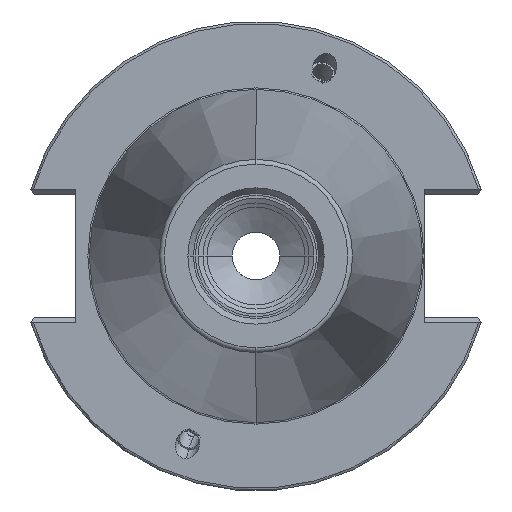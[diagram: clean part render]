
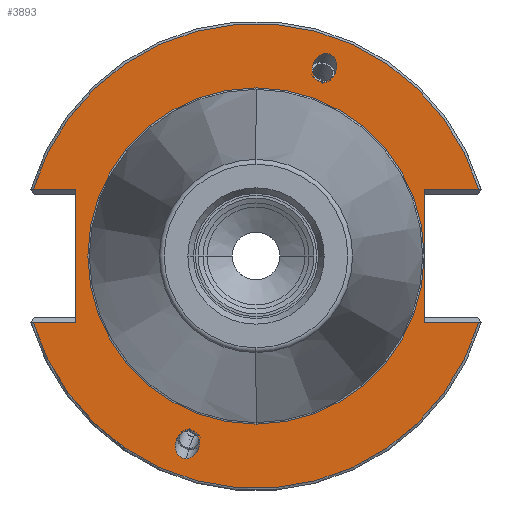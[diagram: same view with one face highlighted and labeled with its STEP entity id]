
A CAD part, left-side view. The second image highlights one B-rep face of the part: STEP entity #3893.
In plain terms, the highlighted planar face has unit normal (-1, 0, 0).
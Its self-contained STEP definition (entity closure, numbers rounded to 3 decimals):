
#1092=DIRECTION('',(0.,0.,-1.));
#1093=VECTOR('',#1092,27.9);
#1094=CARTESIAN_POINT('',(3.15,37.719,13.95));
#1095=LINE('',#1094,#1093);
#1216=DIRECTION('',(0.,0.,1.));
#1217=VECTOR('',#1216,27.9);
#1218=CARTESIAN_POINT('',(3.15,-35.306,-13.95));
#1219=LINE('',#1218,#1217);
#1220=CARTESIAN_POINT('',(3.15,-46.672,-13.95));
#1236=CARTESIAN_POINT('',(3.15,0.,0.));
#1237=DIRECTION('',(-1.,0.,0.));
#1238=DIRECTION('',(0.,0.958,-0.286));
#1239=AXIS2_PLACEMENT_3D('',#1236,#1237,#1238);
#1300=CARTESIAN_POINT('',(3.15,46.672,-13.95));
#1306=CARTESIAN_POINT('',(3.15,0.,0.));
#1307=DIRECTION('',(1.,0.,0.));
#1308=DIRECTION('',(0.,0.,1.));
#1309=AXIS2_PLACEMENT_3D('',#1306,#1307,#1308);
#1311=CARTESIAN_POINT('',(3.15,0.,0.));
#1312=DIRECTION('',(1.,0.,0.));
#1313=DIRECTION('',(0.,0.,-1.));
#1314=AXIS2_PLACEMENT_3D('',#1311,#1312,#1313);
#1316=DIRECTION('',(0.,-1.,0.));
#1317=VECTOR('',#1316,11.366);
#1318=CARTESIAN_POINT('',(3.15,-35.306,13.95));
#1319=LINE('',#1318,#1317);
#1320=DIRECTION('',(0.,1.,0.));
#1321=VECTOR('',#1320,11.366);
#1322=CARTESIAN_POINT('',(3.15,-46.672,-13.95));
#1323=LINE('',#1322,#1321);
#1324=DIRECTION('',(0.,1.,0.));
#1325=VECTOR('',#1324,8.953);
#1326=CARTESIAN_POINT('',(3.15,37.719,-13.95));
#1327=LINE('',#1326,#1325);
#1328=DIRECTION('',(0.,-1.,0.));
#1329=VECTOR('',#1328,8.953);
#1330=CARTESIAN_POINT('',(3.15,46.672,13.95));
#1331=LINE('',#1330,#1329);
#1332=CARTESIAN_POINT('',(3.15,14.694,-42.46));
#1333=CARTESIAN_POINT('',(3.15,14.393,-42.46));
#1334=CARTESIAN_POINT('',(3.15,13.73,-42.331));
#1335=CARTESIAN_POINT('',(3.15,12.748,-41.648));
#1336=CARTESIAN_POINT('',(3.15,12.046,-40.574));
#1337=CARTESIAN_POINT('',(3.15,11.761,-39.467));
#1338=CARTESIAN_POINT('',(3.15,11.802,-38.36));
#1339=CARTESIAN_POINT('',(3.15,12.268,-37.286));
#1340=CARTESIAN_POINT('',(3.15,13.1,-36.603));
#1341=CARTESIAN_POINT('',(3.15,13.735,-36.474));
#1342=CARTESIAN_POINT('',(3.15,14.036,-36.474));
#1344=CARTESIAN_POINT('',(3.15,14.036,-36.474));
#1345=CARTESIAN_POINT('',(3.15,14.336,-36.474));
#1346=CARTESIAN_POINT('',(3.15,14.999,-36.603));
#1347=CARTESIAN_POINT('',(3.15,15.982,-37.286));
#1348=CARTESIAN_POINT('',(3.15,16.684,-38.36));
#1349=CARTESIAN_POINT('',(3.15,16.969,-39.467));
#1350=CARTESIAN_POINT('',(3.15,16.927,-40.574));
#1351=CARTESIAN_POINT('',(3.15,16.461,-41.648));
#1352=CARTESIAN_POINT('',(3.15,15.629,-42.331));
#1353=CARTESIAN_POINT('',(3.15,14.994,-42.46));
#1354=CARTESIAN_POINT('',(3.15,14.694,-42.46));
#1356=CARTESIAN_POINT('',(3.15,-14.694,42.46));
#1357=CARTESIAN_POINT('',(3.15,-14.393,42.46));
#1358=CARTESIAN_POINT('',(3.15,-13.73,42.331));
#1359=CARTESIAN_POINT('',(3.15,-12.748,41.648));
#1360=CARTESIAN_POINT('',(3.15,-12.046,40.574));
#1361=CARTESIAN_POINT('',(3.15,-11.761,39.467));
#1362=CARTESIAN_POINT('',(3.15,-11.802,38.36));
#1363=CARTESIAN_POINT('',(3.15,-12.268,37.286));
#1364=CARTESIAN_POINT('',(3.15,-13.1,36.603));
#1365=CARTESIAN_POINT('',(3.15,-13.735,36.474));
#1366=CARTESIAN_POINT('',(3.15,-14.036,36.474));
#1368=CARTESIAN_POINT('',(3.15,-14.036,36.474));
#1369=CARTESIAN_POINT('',(3.15,-14.336,36.474));
#1370=CARTESIAN_POINT('',(3.15,-14.999,36.603));
#1371=CARTESIAN_POINT('',(3.15,-15.982,37.286));
#1372=CARTESIAN_POINT('',(3.15,-16.684,38.36));
#1373=CARTESIAN_POINT('',(3.15,-16.969,39.467));
#1374=CARTESIAN_POINT('',(3.15,-16.927,40.574));
#1375=CARTESIAN_POINT('',(3.15,-16.461,41.648));
#1376=CARTESIAN_POINT('',(3.15,-15.629,42.331));
#1377=CARTESIAN_POINT('',(3.15,-14.994,42.46));
#1378=CARTESIAN_POINT('',(3.15,-14.694,42.46));
#1423=CARTESIAN_POINT('',(3.15,0.,0.));
#1424=DIRECTION('',(-1.,0.,0.));
#1425=DIRECTION('',(0.,-0.958,0.286));
#1426=AXIS2_PLACEMENT_3D('',#1423,#1424,#1425);
#1444=CARTESIAN_POINT('',(3.15,-46.672,13.95));
#1450=CARTESIAN_POINT('',(3.15,46.672,13.95));
#1937=CARTESIAN_POINT('',(3.15,0.,35.225));
#1938=CARTESIAN_POINT('',(3.15,0.,-35.225));
#1939=VERTEX_POINT('',#1937);
#1940=VERTEX_POINT('',#1938);
#1971=CARTESIAN_POINT('',(3.15,37.719,-13.95));
#1972=VERTEX_POINT('',#1971);
#1973=CARTESIAN_POINT('',(3.15,37.719,13.95));
#1974=VERTEX_POINT('',#1973);
#1975=CARTESIAN_POINT('',(3.15,-35.306,-13.95));
#1976=VERTEX_POINT('',#1975);
#1977=CARTESIAN_POINT('',(3.15,-35.306,13.95));
#1978=VERTEX_POINT('',#1977);
#2037=VERTEX_POINT('',#1300);
#2038=VERTEX_POINT('',#1220);
#2043=VERTEX_POINT('',#1444);
#2044=VERTEX_POINT('',#1450);
#2067=VERTEX_POINT('',#1332);
#2068=VERTEX_POINT('',#1342);
#2113=CARTESIAN_POINT('',(3.15,-14.694,42.46));
#2114=VERTEX_POINT('',#2113);
#2115=CARTESIAN_POINT('',(3.15,-14.036,36.474));
#2116=VERTEX_POINT('',#2115);
#3857=CARTESIAN_POINT('',(3.15,0.,0.));
#3858=DIRECTION('',(1.,0.,0.));
#3859=DIRECTION('',(0.,0.,1.));
#3860=AXIS2_PLACEMENT_3D('',#3857,#3858,#3859);
#3861=PLANE('',#3860);
#3863=ORIENTED_EDGE('',*,*,#3862,.F.);
#3865=ORIENTED_EDGE('',*,*,#3864,.F.);
#3866=ORIENTED_EDGE('',*,*,#3718,.F.);
#3867=ORIENTED_EDGE('',*,*,#3733,.F.);
#3868=ORIENTED_EDGE('',*,*,#3753,.F.);
#3869=ORIENTED_EDGE('',*,*,#3852,.F.);
#3870=ORIENTED_EDGE('',*,*,#3551,.F.);
#3872=ORIENTED_EDGE('',*,*,#3871,.F.);
#3873=EDGE_LOOP('',(#3863,#3865,#3866,#3867,#3868,#3869,#3870,#3872));
#3874=FACE_OUTER_BOUND('',#3873,.F.);
#3876=ORIENTED_EDGE('',*,*,#3875,.F.);
#3878=ORIENTED_EDGE('',*,*,#3877,.F.);
#3879=EDGE_LOOP('',(#3876,#3878));
#3880=FACE_BOUND('',#3879,.F.);
#3882=ORIENTED_EDGE('',*,*,#3881,.T.);
#3884=ORIENTED_EDGE('',*,*,#3883,.T.);
#3885=EDGE_LOOP('',(#3882,#3884));
#3886=FACE_BOUND('',#3885,.F.);
#3888=ORIENTED_EDGE('',*,*,#3887,.T.);
#3890=ORIENTED_EDGE('',*,*,#3889,.T.);
#3891=EDGE_LOOP('',(#3888,#3890));
#3892=FACE_BOUND('',#3891,.F.);
#3893=ADVANCED_FACE('',(#3874,#3880,#3886,#3892),#3861,.F.);
#1240=CIRCLE('',#1239,48.713);
#1310=CIRCLE('',#1309,35.225);
#1315=CIRCLE('',#1314,35.225);
#1343=B_SPLINE_CURVE_WITH_KNOTS('',3,(#1332,#1333,#1334,#1335,#1336,#1337,#1338,
#1339,#1340,#1341,#1342),.UNSPECIFIED.,.F.,.F.,(4,1,1,1,1,1,1,1,4),(0.,
0.125,0.25,0.375,0.5,0.625,0.75,0.875,1.),.UNSPECIFIED.);
#1355=B_SPLINE_CURVE_WITH_KNOTS('',3,(#1344,#1345,#1346,#1347,#1348,#1349,#1350,
#1351,#1352,#1353,#1354),.UNSPECIFIED.,.F.,.F.,(4,1,1,1,1,1,1,1,4),(0.,
0.125,0.25,0.375,0.5,0.625,0.75,0.875,1.),.UNSPECIFIED.);
#1367=B_SPLINE_CURVE_WITH_KNOTS('',3,(#1356,#1357,#1358,#1359,#1360,#1361,#1362,
#1363,#1364,#1365,#1366),.UNSPECIFIED.,.F.,.F.,(4,1,1,1,1,1,1,1,4),(0.,
0.125,0.25,0.375,0.5,0.625,0.75,0.875,1.),.UNSPECIFIED.);
#1379=B_SPLINE_CURVE_WITH_KNOTS('',3,(#1368,#1369,#1370,#1371,#1372,#1373,#1374,
#1375,#1376,#1377,#1378),.UNSPECIFIED.,.F.,.F.,(4,1,1,1,1,1,1,1,4),(0.,
0.125,0.25,0.375,0.5,0.625,0.75,0.875,1.),.UNSPECIFIED.);
#1427=CIRCLE('',#1426,48.713);
#3551=EDGE_CURVE('',#1974,#1972,#1095,.T.);
#3718=EDGE_CURVE('',#1976,#1978,#1219,.T.);
#3733=EDGE_CURVE('',#2038,#1976,#1323,.T.);
#3753=EDGE_CURVE('',#2037,#2038,#1240,.T.);
#3852=EDGE_CURVE('',#1972,#2037,#1327,.T.);
#3862=EDGE_CURVE('',#2043,#2044,#1427,.T.);
#3864=EDGE_CURVE('',#1978,#2043,#1319,.T.);
#3871=EDGE_CURVE('',#2044,#1974,#1331,.T.);
#3875=EDGE_CURVE('',#1939,#1940,#1310,.T.);
#3877=EDGE_CURVE('',#1940,#1939,#1315,.T.);
#3881=EDGE_CURVE('',#2067,#2068,#1343,.T.);
#3883=EDGE_CURVE('',#2068,#2067,#1355,.T.);
#3887=EDGE_CURVE('',#2114,#2116,#1367,.T.);
#3889=EDGE_CURVE('',#2116,#2114,#1379,.T.);
